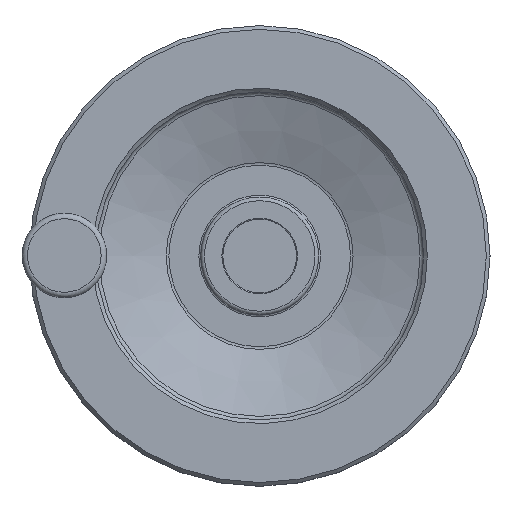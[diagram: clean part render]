
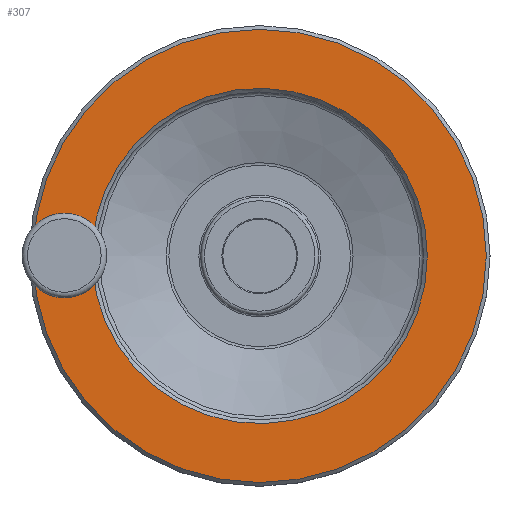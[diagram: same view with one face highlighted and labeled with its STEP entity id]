
A CAD part, top view. The second image highlights one B-rep face of the part: STEP entity #307.
In plain terms, the highlighted planar face has unit normal (0, 0, 1).
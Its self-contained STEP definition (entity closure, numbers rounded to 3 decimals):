
#307 = ADVANCED_FACE( '', ( #731, #732 ), #733, .F. );
#731 = FACE_BOUND( '', #1526, .T. );
#732 = FACE_OUTER_BOUND( '', #1527, .T. );
#733 = PLANE( '', #1528 );
#1526 = EDGE_LOOP( '', ( #3656, #3657 ) );
#1527 = EDGE_LOOP( '', ( #3658 ) );
#1528 = AXIS2_PLACEMENT_3D( '', #3659, #3660, #3661 );
#3656 = ORIENTED_EDGE( '', *, *, #4378, .F. );
#3657 = ORIENTED_EDGE( '', *, *, #4617, .T. );
#3658 = ORIENTED_EDGE( '', *, *, #4386, .T. );
#3659 = CARTESIAN_POINT( '', ( 62.5, 0., 31. ) );
#3660 = DIRECTION( '', ( 0., 0., -1. ) );
#3661 = DIRECTION( '', ( -1., 0., 0. ) );
#4378 = EDGE_CURVE( '', #4824, #4825, #4827, .F. );
#4386 = EDGE_CURVE( '', #4840, #4840, #4841, .F. );
#4617 = EDGE_CURVE( '', #4824, #4825, #5210, .T. );
#4824 = VERTEX_POINT( '', #5468 );
#4825 = VERTEX_POINT( '', #5469 );
#4827 = CIRCLE( '', #5471, 8. );
#4840 = VERTEX_POINT( '', #5500 );
#4841 = CIRCLE( '', #5501, 61.5 );
#5210 = CIRCLE( '', #6370, 45.5 );
#5468 = CARTESIAN_POINT( '', ( -45.427, 2.578, 31. ) );
#5469 = CARTESIAN_POINT( '', ( -45.427, -2.578, 31. ) );
#5471 = AXIS2_PLACEMENT_3D( '', #7144, #7145, #7146 );
#5500 = CARTESIAN_POINT( '', ( -61.5, 0., 31. ) );
#5501 = AXIS2_PLACEMENT_3D( '', #7156, #7157, #7158 );
#6370 = AXIS2_PLACEMENT_3D( '', #7473, #7474, #7475 );
#7144 = CARTESIAN_POINT( '', ( -53., 0., 31. ) );
#7145 = DIRECTION( '', ( 0., 0., -1. ) );
#7146 = DIRECTION( '', ( -1., 0., 0. ) );
#7156 = CARTESIAN_POINT( '', ( 0., 0., 31. ) );
#7157 = DIRECTION( '', ( 0., 0., -1. ) );
#7158 = DIRECTION( '', ( -1., 0., 0. ) );
#7473 = CARTESIAN_POINT( '', ( 0., 0., 31. ) );
#7474 = DIRECTION( '', ( 0., 0., -1. ) );
#7475 = DIRECTION( '', ( -1., 0., 0. ) );
